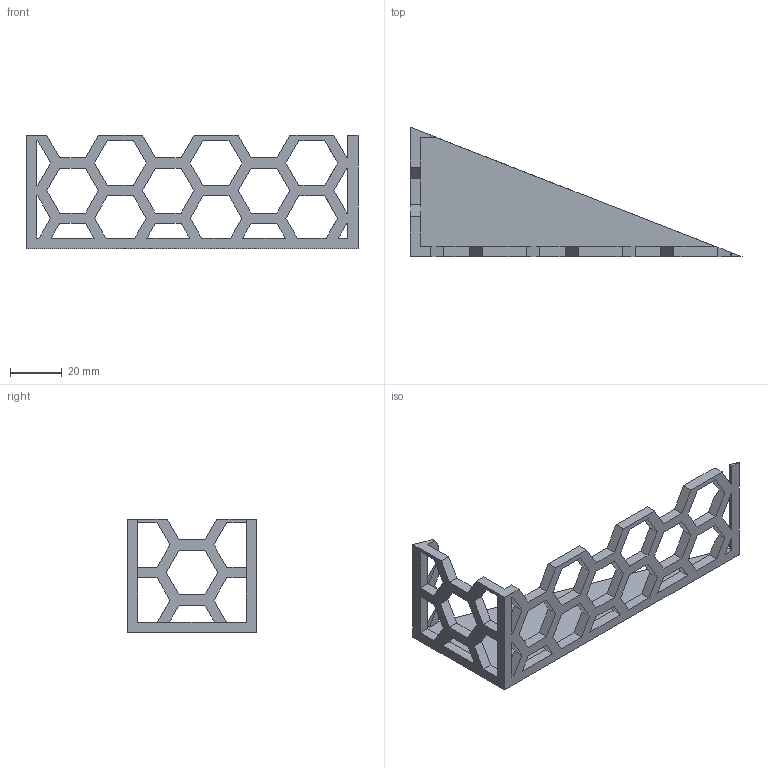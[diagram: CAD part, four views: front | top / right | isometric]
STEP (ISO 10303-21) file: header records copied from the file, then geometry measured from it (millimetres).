
FILE_DESCRIPTION(('HOOPS Exchange Step'),'2;1');
FILE_NAME('062-test.stp','2024-08-13T14:31:29+07:00',('nguye'),('Unknown organisation'),'HOOPS Exchange 2023.2','HOOPS Exchange','Unknown authorisation');
FILE_SCHEMA( ('AP203_CONFIGURATION_CONTROLLED_3D_DESIGN_OF_MECHANICAL_PARTS_AND_ASSEMBLIES_MIM_LF') );
Length unit declared in the file: millimetre
Products named in the file (1): Test
Bounding box: 128 x 50 x 43.65 mm (x, y, z)
Volume: 22730 mm3; surface area: 17855.6 mm2
Topology: 1 solids, 1 shells, 162 faces, 526 edges, 347 vertices
Faces by surface type: plane 162
Entity records: 5755 total; most frequent: ORIENTED_EDGE 1052, CARTESIAN_POINT 1036, DIRECTION 852, VECTOR 526, LINE 526, EDGE_CURVE 526, VERTEX_POINT 347, EDGE_LOOP 191
